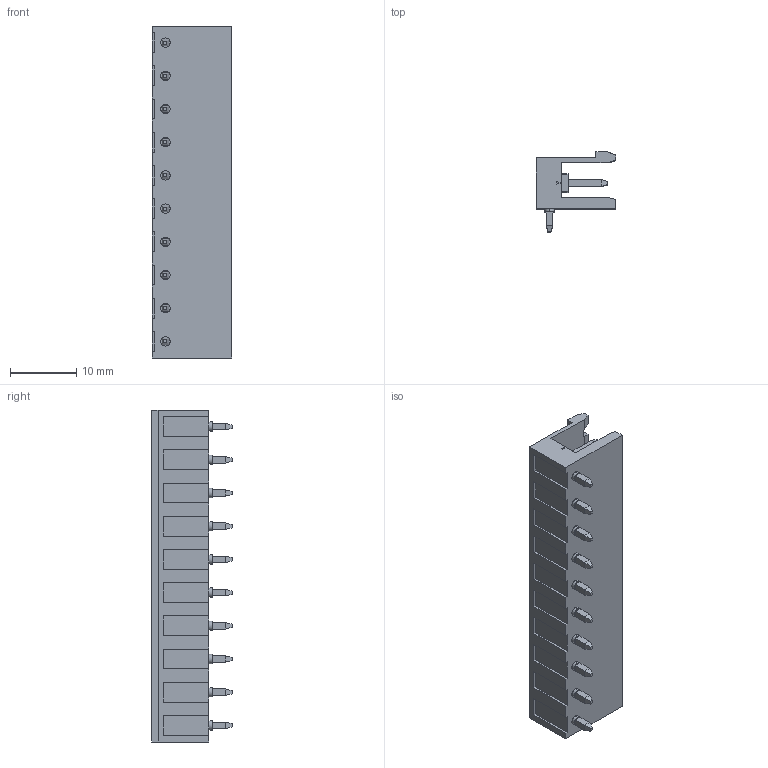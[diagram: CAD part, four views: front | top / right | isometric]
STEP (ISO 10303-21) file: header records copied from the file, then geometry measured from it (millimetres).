
FILE_DESCRIPTION (( 'STEP AP214' ), '1' );
FILE_NAME ('P10.STEP', '2016-02-14T11:55:48', ( '' ), ( '' ), 'SwSTEP 2.0', 'SolidWorks 2015', '' );
FILE_SCHEMA (( 'AUTOMOTIVE_DESIGN' ));
Length unit declared in the file: millimetre
Products named in the file (1): P10
Bounding box: 12 x 12.1 x 50 mm (x, y, z)
Volume: 2404.5 mm3; surface area: 3448.3 mm2
Topology: 1 solids, 1 shells, 528 faces, 1240 edges, 766 vertices
Faces by surface type: plane 449, cylinder 69, cone 10
Entity records: 20593 total; most frequent: CARTESIAN_POINT 2594, ORIENTED_EDGE 2478, DIRECTION 2465, EDGE_CURVE 1239, LINE 1031, VECTOR 1031, VERTEX_POINT 766, AXIS2_PLACEMENT_3D 717
